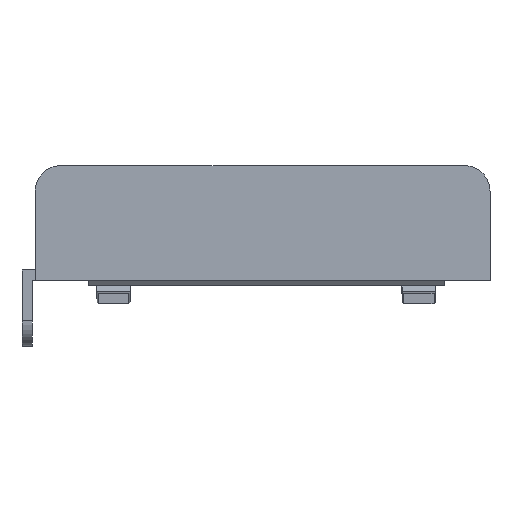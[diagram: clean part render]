
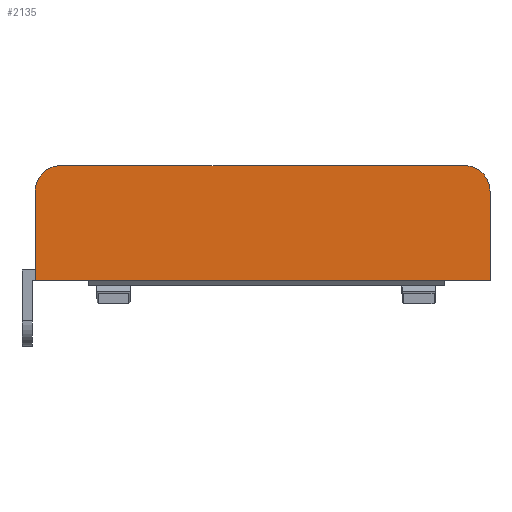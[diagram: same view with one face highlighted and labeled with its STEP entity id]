
A CAD part, front view. The second image highlights one B-rep face of the part: STEP entity #2135.
In plain terms, the highlighted planar face has unit normal (0, -1, 0).
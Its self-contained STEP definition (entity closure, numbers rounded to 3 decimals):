
#263=DIRECTION('',(0.,0.,-1.));
#264=VECTOR('',#263,17.5);
#265=CARTESIAN_POINT('',(44.7,-77.65,17.5));
#266=LINE('',#265,#264);
#267=DIRECTION('',(-1.,0.,0.));
#268=VECTOR('',#267,89.4);
#269=CARTESIAN_POINT('',(44.7,-77.65,0.));
#270=LINE('',#269,#268);
#271=DIRECTION('',(0.,0.,1.));
#272=VECTOR('',#271,17.5);
#273=CARTESIAN_POINT('',(-44.7,-77.65,0.));
#274=LINE('',#273,#272);
#275=CARTESIAN_POINT('',(-39.7,-77.65,17.5));
#276=DIRECTION('',(0.,-1.,0.));
#277=DIRECTION('',(0.,0.,1.));
#278=AXIS2_PLACEMENT_3D('',#275,#276,#277);
#280=CARTESIAN_POINT('',(39.7,-77.65,17.5));
#281=DIRECTION('',(0.,-1.,0.));
#282=DIRECTION('',(1.,0.,0.));
#283=AXIS2_PLACEMENT_3D('',#280,#281,#282);
#551=DIRECTION('',(1.,0.,0.));
#552=VECTOR('',#551,79.4);
#553=CARTESIAN_POINT('',(-39.7,-77.65,22.5));
#554=LINE('',#553,#552);
#1470=CARTESIAN_POINT('',(-44.7,-77.65,17.5));
#1472=VERTEX_POINT('',#1470);
#1538=CARTESIAN_POINT('',(-39.7,-77.65,22.5));
#1540=VERTEX_POINT('',#1538);
#1639=CARTESIAN_POINT('',(39.7,-77.65,22.5));
#1641=VERTEX_POINT('',#1639);
#1669=CARTESIAN_POINT('',(44.7,-77.65,17.5));
#1671=VERTEX_POINT('',#1669);
#1861=CARTESIAN_POINT('',(44.7,-77.65,0.));
#1862=CARTESIAN_POINT('',(-44.7,-77.65,0.));
#1863=VERTEX_POINT('',#1861);
#1864=VERTEX_POINT('',#1862);
#2118=CARTESIAN_POINT('',(-44.7,-77.65,2.));
#2119=DIRECTION('',(0.,-1.,0.));
#2120=DIRECTION('',(0.,0.,-1.));
#2121=AXIS2_PLACEMENT_3D('',#2118,#2119,#2120);
#2122=PLANE('',#2121);
#2124=ORIENTED_EDGE('',*,*,#2123,.T.);
#2125=ORIENTED_EDGE('',*,*,#1965,.T.);
#2126=ORIENTED_EDGE('',*,*,#2104,.T.);
#2128=ORIENTED_EDGE('',*,*,#2127,.F.);
#2130=ORIENTED_EDGE('',*,*,#2129,.T.);
#2132=ORIENTED_EDGE('',*,*,#2131,.F.);
#2133=EDGE_LOOP('',(#2124,#2125,#2126,#2128,#2130,#2132));
#2134=FACE_OUTER_BOUND('',#2133,.F.);
#2135=ADVANCED_FACE('',(#2134),#2122,.T.);
#279=CIRCLE('',#278,5.);
#284=CIRCLE('',#283,5.);
#1965=EDGE_CURVE('',#1863,#1864,#270,.T.);
#2104=EDGE_CURVE('',#1864,#1472,#274,.T.);
#2123=EDGE_CURVE('',#1671,#1863,#266,.T.);
#2127=EDGE_CURVE('',#1540,#1472,#279,.T.);
#2129=EDGE_CURVE('',#1540,#1641,#554,.T.);
#2131=EDGE_CURVE('',#1671,#1641,#284,.T.);
